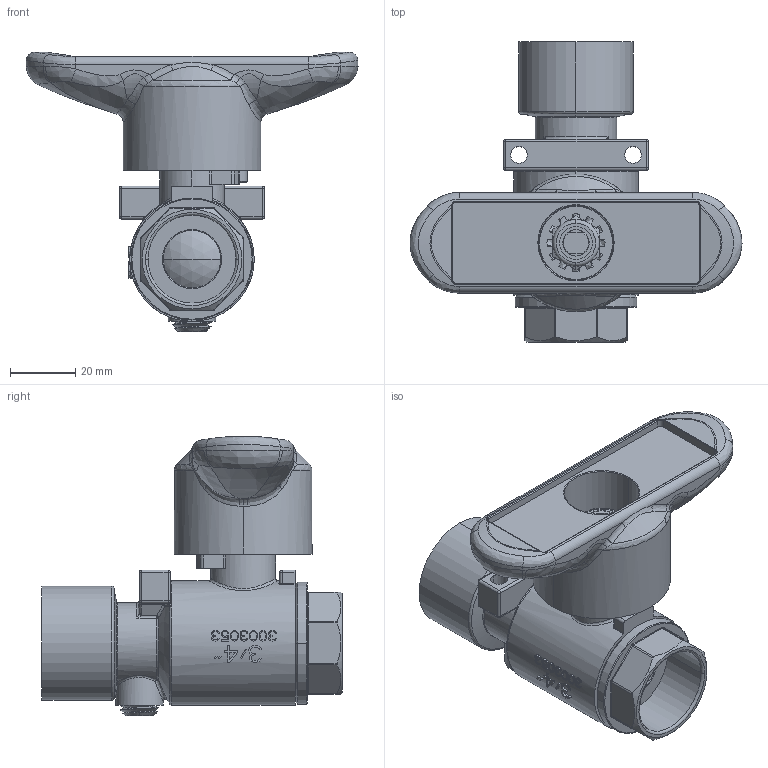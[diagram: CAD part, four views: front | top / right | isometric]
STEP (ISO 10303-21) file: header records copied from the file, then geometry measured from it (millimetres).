
FILE_DESCRIPTION((''),'2;1');
FILE_NAME('3003090_ASM','2016-02-24T',('PSmith'),(''),'PRO/ENGINEER BY PARAMETRIC TECHNOLOGY CORPORATION, 2012360','PRO/ENGINEER BY PARAMETRIC TECHNOLOGY CORPORATION, 2012360','');
FILE_SCHEMA(('CONFIG_CONTROL_DESIGN'));
Length unit declared in the file: inch
Products named in the file (17): 3003051_AF0; 3003052_ASM; 3002015; 3002028; 3002016; 3002019; 3002018; 3002014; 3002017; 3003053_ASM; 4050560; 3002641; 4050816; 4050817; 4050608; 3070254; 3003090_ASM
Assembly tree (17 placements, depth 4):
  3003090_ASM
    3003053_ASM
      3003052_ASM
        3003051_AF0
      3002015  x2
      3002028
      3002016
      3002019
      3002018
      3002014
      3002017
    4050560
    3002641
    4050816
    4050817
    4050608
    3070254
Bounding box: 101.6 x 91.88 x 85.52 mm (x, y, z)
Volume: 113803 mm3; surface area: 52596.1 mm2
Topology: 16 solids, 16 shells, 1173 faces, 3025 edges, 1920 vertices
Faces by surface type: plane 584, cylinder 237, bspline 208, cone 71, torus 49, sphere 22, extrusion 2
Entity records: 52206 total; most frequent: CARTESIAN_POINT 25363, ORIENTED_EDGE 6018, DIRECTION 4738, EDGE_CURVE 3009, VERTEX_POINT 1910, AXIS2_PLACEMENT_3D 1622, VECTOR 1494, LINE 1492
